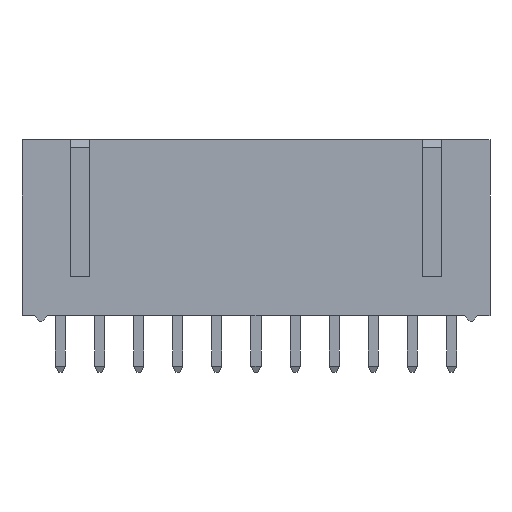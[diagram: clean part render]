
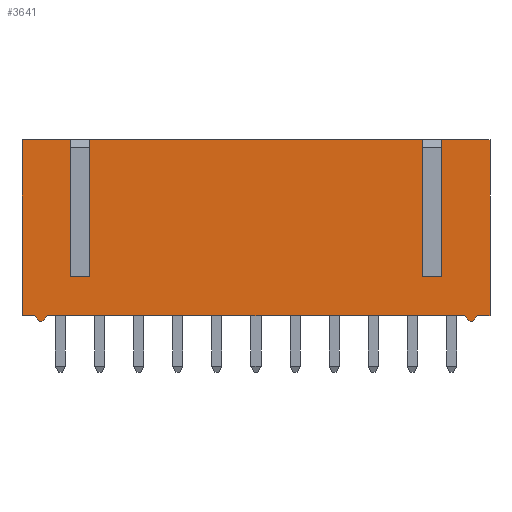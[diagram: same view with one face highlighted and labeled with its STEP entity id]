
A CAD part, front view. The second image highlights one B-rep face of the part: STEP entity #3641.
In plain terms, the highlighted planar face has unit normal (0, -1, 0).
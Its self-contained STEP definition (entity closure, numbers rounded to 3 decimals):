
#9=DIRECTION('',(1.,0.,0.));
#10=VECTOR('',#9,3.135);
#11=CARTESIAN_POINT('',(-15.2,-2.55,0.));
#12=LINE('',#11,#10);
#73=DIRECTION('',(1.,0.,0.));
#74=VECTOR('',#73,3.135);
#75=CARTESIAN_POINT('',(12.065,-2.55,0.));
#76=LINE('',#75,#74);
#121=DIRECTION('',(1.,0.,0.));
#122=VECTOR('',#121,21.59);
#123=CARTESIAN_POINT('',(-10.795,-2.55,0.));
#124=LINE('',#123,#122);
#233=DIRECTION('',(-0.707,0.,-0.707));
#234=VECTOR('',#233,0.537);
#235=CARTESIAN_POINT('',(-13.525,-2.55,-11.43));
#236=LINE('',#235,#234);
#237=DIRECTION('',(-1.,0.,0.));
#238=VECTOR('',#237,0.13);
#239=CARTESIAN_POINT('',(-13.905,-2.55,-11.81));
#240=LINE('',#239,#238);
#241=DIRECTION('',(-0.707,0.,0.707));
#242=VECTOR('',#241,0.537);
#243=CARTESIAN_POINT('',(-14.035,-2.55,-11.81));
#244=LINE('',#243,#242);
#245=DIRECTION('',(0.,0.,-1.));
#246=VECTOR('',#245,11.43);
#247=CARTESIAN_POINT('',(-15.2,-2.55,0.));
#248=LINE('',#247,#246);
#249=DIRECTION('',(0.,0.,-1.));
#250=VECTOR('',#249,8.89);
#251=CARTESIAN_POINT('',(-12.065,-2.55,0.));
#252=LINE('',#251,#250);
#253=DIRECTION('',(1.,0.,0.));
#254=VECTOR('',#253,1.27);
#255=CARTESIAN_POINT('',(-12.065,-2.55,-8.89));
#256=LINE('',#255,#254);
#257=DIRECTION('',(0.,0.,-1.));
#258=VECTOR('',#257,8.89);
#259=CARTESIAN_POINT('',(-10.795,-2.55,0.));
#260=LINE('',#259,#258);
#261=DIRECTION('',(0.,0.,-1.));
#262=VECTOR('',#261,8.89);
#263=CARTESIAN_POINT('',(10.795,-2.55,0.));
#264=LINE('',#263,#262);
#265=DIRECTION('',(1.,0.,0.));
#266=VECTOR('',#265,1.27);
#267=CARTESIAN_POINT('',(10.795,-2.55,-8.89));
#268=LINE('',#267,#266);
#269=DIRECTION('',(0.,0.,-1.));
#270=VECTOR('',#269,8.89);
#271=CARTESIAN_POINT('',(12.065,-2.55,0.));
#272=LINE('',#271,#270);
#273=DIRECTION('',(-0.707,0.,-0.707));
#274=VECTOR('',#273,0.537);
#275=CARTESIAN_POINT('',(14.415,-2.55,-11.43));
#276=LINE('',#275,#274);
#277=DIRECTION('',(-1.,0.,0.));
#278=VECTOR('',#277,0.13);
#279=CARTESIAN_POINT('',(14.035,-2.55,-11.81));
#280=LINE('',#279,#278);
#281=DIRECTION('',(-0.707,0.,0.707));
#282=VECTOR('',#281,0.537);
#283=CARTESIAN_POINT('',(13.905,-2.55,-11.81));
#284=LINE('',#283,#282);
#289=DIRECTION('',(1.,0.,0.));
#290=VECTOR('',#289,0.785);
#291=CARTESIAN_POINT('',(14.415,-2.55,-11.43));
#292=LINE('',#291,#290);
#321=DIRECTION('',(1.,0.,0.));
#322=VECTOR('',#321,27.05);
#323=CARTESIAN_POINT('',(-13.525,-2.55,-11.43));
#324=LINE('',#323,#322);
#361=DIRECTION('',(1.,0.,0.));
#362=VECTOR('',#361,0.785);
#363=CARTESIAN_POINT('',(-15.2,-2.55,-11.43));
#364=LINE('',#363,#362);
#649=DIRECTION('',(0.,0.,-1.));
#650=VECTOR('',#649,11.43);
#651=CARTESIAN_POINT('',(15.2,-2.55,0.));
#652=LINE('',#651,#650);
#2506=CARTESIAN_POINT('',(-15.2,-2.55,0.));
#2508=VERTEX_POINT('',#2506);
#2514=CARTESIAN_POINT('',(-15.2,-2.55,-11.43));
#2516=VERTEX_POINT('',#2514);
#2529=CARTESIAN_POINT('',(15.2,-2.55,0.));
#2531=VERTEX_POINT('',#2529);
#2545=CARTESIAN_POINT('',(15.2,-2.55,-11.43));
#2547=VERTEX_POINT('',#2545);
#2593=CARTESIAN_POINT('',(-12.065,-2.55,-8.89));
#2594=CARTESIAN_POINT('',(-10.795,-2.55,-8.89));
#2595=VERTEX_POINT('',#2593);
#2596=VERTEX_POINT('',#2594);
#2597=CARTESIAN_POINT('',(10.795,-2.55,-8.89));
#2598=CARTESIAN_POINT('',(12.065,-2.55,-8.89));
#2599=VERTEX_POINT('',#2597);
#2600=VERTEX_POINT('',#2598);
#2601=CARTESIAN_POINT('',(-12.065,-2.55,0.));
#2602=VERTEX_POINT('',#2601);
#2603=CARTESIAN_POINT('',(-10.795,-2.55,0.));
#2604=VERTEX_POINT('',#2603);
#2605=CARTESIAN_POINT('',(10.795,-2.55,0.));
#2606=VERTEX_POINT('',#2605);
#2607=CARTESIAN_POINT('',(12.065,-2.55,0.));
#2608=VERTEX_POINT('',#2607);
#2705=CARTESIAN_POINT('',(14.035,-2.55,-11.81));
#2706=CARTESIAN_POINT('',(13.905,-2.55,-11.81));
#2707=VERTEX_POINT('',#2705);
#2708=VERTEX_POINT('',#2706);
#2709=CARTESIAN_POINT('',(14.415,-2.55,-11.43));
#2711=VERTEX_POINT('',#2709);
#2713=CARTESIAN_POINT('',(13.525,-2.55,-11.43));
#2715=VERTEX_POINT('',#2713);
#2721=CARTESIAN_POINT('',(-13.905,-2.55,-11.81));
#2722=CARTESIAN_POINT('',(-14.035,-2.55,-11.81));
#2723=VERTEX_POINT('',#2721);
#2724=VERTEX_POINT('',#2722);
#2729=CARTESIAN_POINT('',(-13.525,-2.55,-11.43));
#2730=VERTEX_POINT('',#2729);
#2731=CARTESIAN_POINT('',(-14.415,-2.55,-11.43));
#2732=VERTEX_POINT('',#2731);
#3599=CARTESIAN_POINT('',(-15.2,-2.55,0.));
#3600=DIRECTION('',(0.,-1.,0.));
#3601=DIRECTION('',(1.,0.,0.));
#3602=AXIS2_PLACEMENT_3D('',#3599,#3600,#3601);
#3603=PLANE('',#3602);
#3605=ORIENTED_EDGE('',*,*,#3604,.F.);
#3607=ORIENTED_EDGE('',*,*,#3606,.T.);
#3609=ORIENTED_EDGE('',*,*,#3608,.T.);
#3611=ORIENTED_EDGE('',*,*,#3610,.T.);
#3613=ORIENTED_EDGE('',*,*,#3612,.F.);
#3615=ORIENTED_EDGE('',*,*,#3614,.F.);
#3616=ORIENTED_EDGE('',*,*,#3282,.T.);
#3617=ORIENTED_EDGE('',*,*,#3378,.T.);
#3619=ORIENTED_EDGE('',*,*,#3618,.T.);
#3621=ORIENTED_EDGE('',*,*,#3620,.F.);
#3622=ORIENTED_EDGE('',*,*,#3346,.T.);
#3624=ORIENTED_EDGE('',*,*,#3623,.T.);
#3626=ORIENTED_EDGE('',*,*,#3625,.T.);
#3627=ORIENTED_EDGE('',*,*,#3590,.F.);
#3628=ORIENTED_EDGE('',*,*,#3314,.T.);
#3630=ORIENTED_EDGE('',*,*,#3629,.T.);
#3632=ORIENTED_EDGE('',*,*,#3631,.F.);
#3634=ORIENTED_EDGE('',*,*,#3633,.T.);
#3636=ORIENTED_EDGE('',*,*,#3635,.T.);
#3638=ORIENTED_EDGE('',*,*,#3637,.T.);
#3639=EDGE_LOOP('',(#3605,#3607,#3609,#3611,#3613,#3615,#3616,#3617,#3619,#3621,
#3622,#3624,#3626,#3627,#3628,#3630,#3632,#3634,#3636,#3638));
#3640=FACE_OUTER_BOUND('',#3639,.F.);
#3641=ADVANCED_FACE('',(#3640),#3603,.T.);
#3282=EDGE_CURVE('',#2508,#2602,#12,.T.);
#3314=EDGE_CURVE('',#2608,#2531,#76,.T.);
#3346=EDGE_CURVE('',#2604,#2606,#124,.T.);
#3378=EDGE_CURVE('',#2602,#2595,#252,.T.);
#3590=EDGE_CURVE('',#2608,#2600,#272,.T.);
#3604=EDGE_CURVE('',#2730,#2715,#324,.T.);
#3606=EDGE_CURVE('',#2730,#2723,#236,.T.);
#3608=EDGE_CURVE('',#2723,#2724,#240,.T.);
#3610=EDGE_CURVE('',#2724,#2732,#244,.T.);
#3612=EDGE_CURVE('',#2516,#2732,#364,.T.);
#3614=EDGE_CURVE('',#2508,#2516,#248,.T.);
#3618=EDGE_CURVE('',#2595,#2596,#256,.T.);
#3620=EDGE_CURVE('',#2604,#2596,#260,.T.);
#3623=EDGE_CURVE('',#2606,#2599,#264,.T.);
#3625=EDGE_CURVE('',#2599,#2600,#268,.T.);
#3629=EDGE_CURVE('',#2531,#2547,#652,.T.);
#3631=EDGE_CURVE('',#2711,#2547,#292,.T.);
#3633=EDGE_CURVE('',#2711,#2707,#276,.T.);
#3635=EDGE_CURVE('',#2707,#2708,#280,.T.);
#3637=EDGE_CURVE('',#2708,#2715,#284,.T.);
